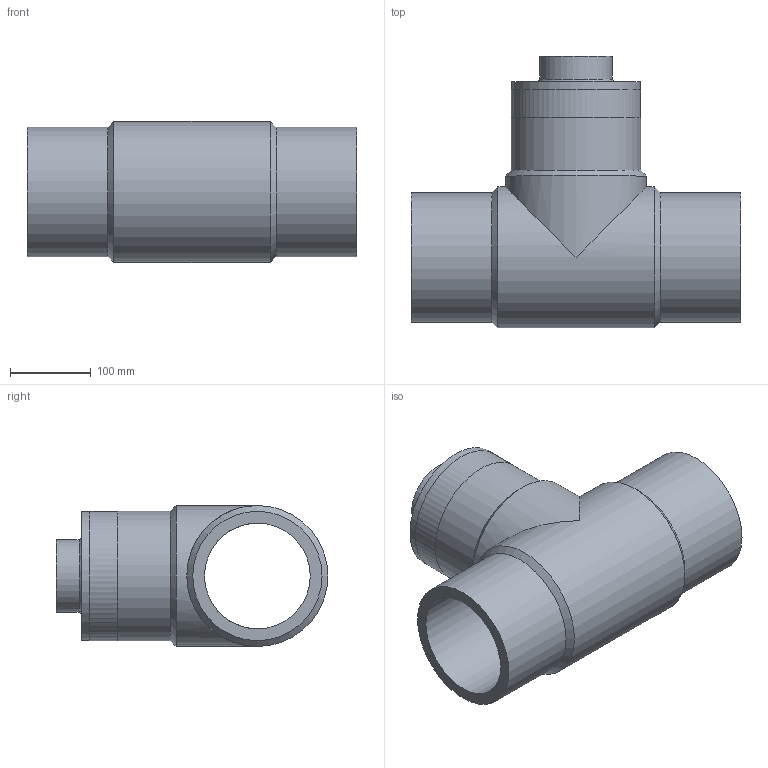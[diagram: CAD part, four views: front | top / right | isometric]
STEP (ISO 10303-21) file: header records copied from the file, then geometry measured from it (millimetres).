
FILE_DESCRIPTION (( 'STEP AP203' ), '1' );
FILE_NAME ('581248531.STEP', '2017-08-01T19:19:57', ( '' ), ( '' ), 'SwSTEP 2.0', 'SolidWorks 2017', '' );
FILE_SCHEMA (( 'CONFIG_CONTROL_DESIGN' ));
Length unit declared in the file: inch
Products named in the file (1): 581248531
Bounding box: 408 x 336.47 x 174.6 mm (x, y, z)
Volume: 4789010.9 mm3; surface area: 587187.4 mm2
Topology: 2 solids, 2 shells, 24 faces, 55 edges, 35 vertices
Faces by surface type: cylinder 11, plane 6, cone 4, bspline 3
Full cylindrical faces by diameter (mm): 73.508 x1, 89.916 x1, 130.8 x2, 130.81 x1, 160 x3, 160.02 x1, 174.6 x2
Entity records: 676 total; most frequent: CARTESIAN_POINT 180, DIRECTION 88, ORIENTED_EDGE 56, EDGE_LOOP 50, AXIS2_PLACEMENT_3D 44, FACE_OUTER_BOUND 38, EDGE_CURVE 28, VERTEX_POINT 28
